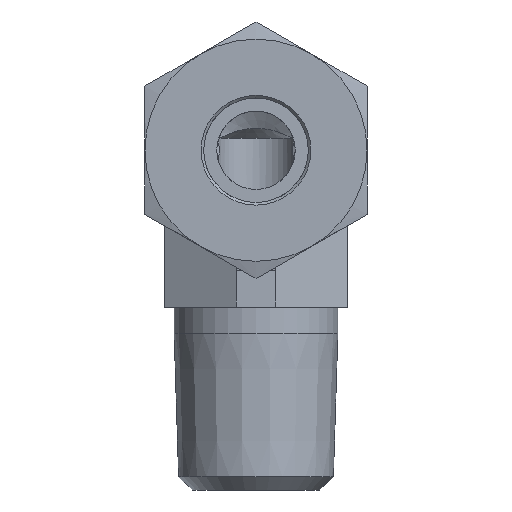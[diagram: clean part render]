
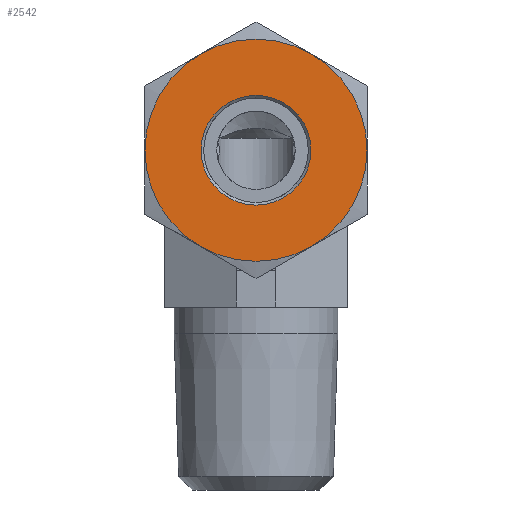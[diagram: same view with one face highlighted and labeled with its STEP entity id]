
A CAD part, front view. The second image highlights one B-rep face of the part: STEP entity #2542.
In plain terms, the highlighted face is planar.
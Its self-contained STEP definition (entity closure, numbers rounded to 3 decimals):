
#2446=CARTESIAN_POINT('',(4.2,0.,14.5));
#2447=VERTEX_POINT('',#2446);
#2448=CARTESIAN_POINT('',(0.0,0.0,14.5));
#2449=DIRECTION('',(0.0,0.0,1.0));
#2450=DIRECTION('',(-1.0,0.0,0.0));
#2451=AXIS2_PLACEMENT_3D('',#2448,#2449,#2450);
#2452=CIRCLE('',#2451,4.2);
#2453=EDGE_CURVE('',#2447,#2447,#2452,.T.);
#2478=CARTESIAN_POINT('',(0.,0.,14.5));
#2479=DIRECTION('',(0.0,0.0,1.0));
#2480=DIRECTION('',(1.0,0.0,0.0));
#2481=AXIS2_PLACEMENT_3D('',#2478,#2479,#2480);
#2482=PLANE('',#2481);
#2483=CARTESIAN_POINT('',(-4.25,-7.361,14.5));
#2484=VERTEX_POINT('',#2483);
#2485=CARTESIAN_POINT('',(4.25,-7.361,14.5));
#2486=VERTEX_POINT('',#2485);
#2487=CARTESIAN_POINT('',(0.0,0.0,14.5));
#2488=DIRECTION('',(0.0,0.0,1.0));
#2489=DIRECTION('',(-0.5,-0.866,0.0));
#2490=AXIS2_PLACEMENT_3D('',#2487,#2488,#2489);
#2491=CIRCLE('',#2490,8.5);
#2492=EDGE_CURVE('',#2484,#2486,#2491,.T.);
#2493=ORIENTED_EDGE('',*,*,#2492,.T.);
#2494=CARTESIAN_POINT('',(8.5,0.,14.5));
#2495=VERTEX_POINT('',#2494);
#2496=CARTESIAN_POINT('',(0.0,0.0,14.5));
#2497=DIRECTION('',(0.0,0.0,1.0));
#2498=DIRECTION('',(-0.5,-0.866,0.0));
#2499=AXIS2_PLACEMENT_3D('',#2496,#2497,#2498);
#2500=CIRCLE('',#2499,8.5);
#2501=EDGE_CURVE('',#2486,#2495,#2500,.T.);
#2502=ORIENTED_EDGE('',*,*,#2501,.T.);
#2503=CARTESIAN_POINT('',(4.25,7.361,14.5));
#2504=VERTEX_POINT('',#2503);
#2505=CARTESIAN_POINT('',(0.0,0.0,14.5));
#2506=DIRECTION('',(0.0,0.0,1.0));
#2507=DIRECTION('',(-0.5,-0.866,0.0));
#2508=AXIS2_PLACEMENT_3D('',#2505,#2506,#2507);
#2509=CIRCLE('',#2508,8.5);
#2510=EDGE_CURVE('',#2495,#2504,#2509,.T.);
#2511=ORIENTED_EDGE('',*,*,#2510,.T.);
#2512=CARTESIAN_POINT('',(-4.25,7.361,14.5));
#2513=VERTEX_POINT('',#2512);
#2514=CARTESIAN_POINT('',(0.0,0.0,14.5));
#2515=DIRECTION('',(0.0,0.0,1.0));
#2516=DIRECTION('',(-0.5,-0.866,0.0));
#2517=AXIS2_PLACEMENT_3D('',#2514,#2515,#2516);
#2518=CIRCLE('',#2517,8.5);
#2519=EDGE_CURVE('',#2504,#2513,#2518,.T.);
#2520=ORIENTED_EDGE('',*,*,#2519,.T.);
#2521=CARTESIAN_POINT('',(-8.5,0.0,14.5));
#2522=VERTEX_POINT('',#2521);
#2523=CARTESIAN_POINT('',(0.0,0.0,14.5));
#2524=DIRECTION('',(0.0,0.0,1.0));
#2525=DIRECTION('',(-0.5,-0.866,0.0));
#2526=AXIS2_PLACEMENT_3D('',#2523,#2524,#2525);
#2527=CIRCLE('',#2526,8.5);
#2528=EDGE_CURVE('',#2513,#2522,#2527,.T.);
#2529=ORIENTED_EDGE('',*,*,#2528,.T.);
#2530=CARTESIAN_POINT('',(0.0,0.0,14.5));
#2531=DIRECTION('',(0.0,0.0,1.0));
#2532=DIRECTION('',(-0.5,-0.866,0.0));
#2533=AXIS2_PLACEMENT_3D('',#2530,#2531,#2532);
#2534=CIRCLE('',#2533,8.5);
#2535=EDGE_CURVE('',#2522,#2484,#2534,.T.);
#2536=ORIENTED_EDGE('',*,*,#2535,.T.);
#2537=EDGE_LOOP('',(#2493,#2502,#2511,#2520,#2529,#2536));
#2538=FACE_OUTER_BOUND('',#2537,.T.);
#2539=ORIENTED_EDGE('',*,*,#2453,.F.);
#2540=EDGE_LOOP('',(#2539));
#2541=FACE_BOUND('',#2540,.T.);
#2542=ADVANCED_FACE('',(#2538,#2541),#2482,.T.);
